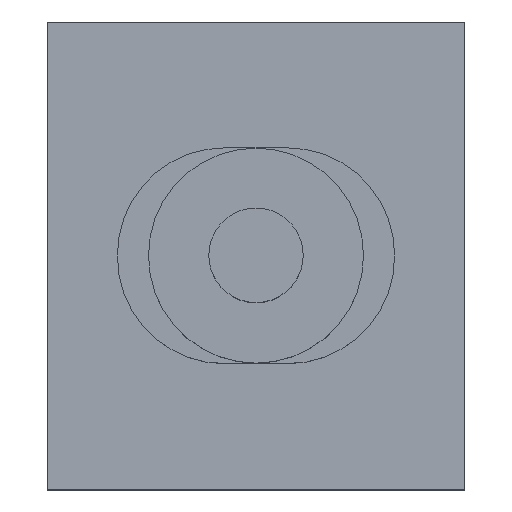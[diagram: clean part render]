
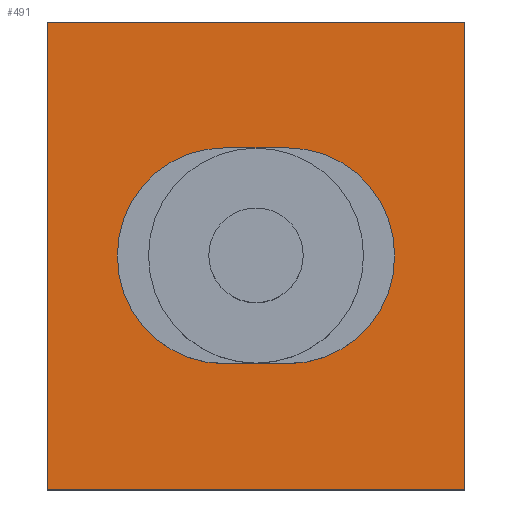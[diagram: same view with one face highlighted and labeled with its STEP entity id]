
A CAD part, top view. The second image highlights one B-rep face of the part: STEP entity #491.
In plain terms, the highlighted planar face has unit normal (0, 0, 1).
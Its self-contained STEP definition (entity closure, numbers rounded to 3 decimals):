
#16=FACE_BOUND('',#93,.T.);
#36=PLANE('',#570);
#63=FACE_OUTER_BOUND('',#92,.T.);
#92=EDGE_LOOP('',(#421,#422,#423,#424));
#93=EDGE_LOOP('',(#425,#426,#427,#428,#429,#430,#431,#432));
#109=LINE('',#807,#143);
#115=LINE('',#827,#149);
#118=LINE('',#835,#152);
#120=LINE('',#841,#154);
#123=LINE('',#849,#157);
#126=LINE('',#855,#160);
#129=LINE('',#861,#163);
#132=LINE('',#865,#166);
#143=VECTOR('',#664,10.);
#149=VECTOR('',#684,10.);
#152=VECTOR('',#693,10.);
#154=VECTOR('',#701,10.);
#157=VECTOR('',#706,10.);
#160=VECTOR('',#711,10.);
#163=VECTOR('',#716,10.);
#166=VECTOR('',#721,10.);
#192=CIRCLE('',#551,6.8);
#196=CIRCLE('',#558,6.8);
#197=CIRCLE('',#561,6.8);
#198=CIRCLE('',#564,6.8);
#225=VERTEX_POINT('',#797);
#226=VERTEX_POINT('',#799);
#228=VERTEX_POINT('',#805);
#234=VERTEX_POINT('',#821);
#235=VERTEX_POINT('',#825);
#236=VERTEX_POINT('',#829);
#237=VERTEX_POINT('',#831);
#238=VERTEX_POINT('',#837);
#241=VERTEX_POINT('',#846);
#242=VERTEX_POINT('',#848);
#244=VERTEX_POINT('',#854);
#246=VERTEX_POINT('',#860);
#279=EDGE_CURVE('',#225,#226,#192,.F.);
#283=EDGE_CURVE('',#225,#228,#109,.T.);
#291=EDGE_CURVE('',#234,#228,#196,.F.);
#293=EDGE_CURVE('',#234,#235,#115,.T.);
#295=EDGE_CURVE('',#236,#237,#197,.F.);
#297=EDGE_CURVE('',#236,#226,#118,.T.);
#299=EDGE_CURVE('',#238,#235,#198,.F.);
#300=EDGE_CURVE('',#238,#237,#120,.T.);
#303=EDGE_CURVE('',#242,#241,#123,.T.);
#306=EDGE_CURVE('',#244,#242,#126,.T.);
#309=EDGE_CURVE('',#246,#244,#129,.T.);
#312=EDGE_CURVE('',#241,#246,#132,.T.);
#421=ORIENTED_EDGE('',*,*,#312,.T.);
#422=ORIENTED_EDGE('',*,*,#309,.T.);
#423=ORIENTED_EDGE('',*,*,#306,.T.);
#424=ORIENTED_EDGE('',*,*,#303,.T.);
#425=ORIENTED_EDGE('',*,*,#293,.T.);
#426=ORIENTED_EDGE('',*,*,#299,.F.);
#427=ORIENTED_EDGE('',*,*,#300,.T.);
#428=ORIENTED_EDGE('',*,*,#295,.F.);
#429=ORIENTED_EDGE('',*,*,#297,.T.);
#430=ORIENTED_EDGE('',*,*,#279,.F.);
#431=ORIENTED_EDGE('',*,*,#283,.T.);
#432=ORIENTED_EDGE('',*,*,#291,.F.);
#491=ADVANCED_FACE('',(#63,#16),#36,.T.);
#551=AXIS2_PLACEMENT_3D('',#800,#657,#658);
#558=AXIS2_PLACEMENT_3D('',#823,#679,#680);
#561=AXIS2_PLACEMENT_3D('',#832,#688,#689);
#564=AXIS2_PLACEMENT_3D('',#839,#697,#698);
#570=AXIS2_PLACEMENT_3D('',#866,#722,#723);
#657=DIRECTION('center_axis',(0.,0.,-1.));
#658=DIRECTION('ref_axis',(-0.707,-0.707,0.));
#664=DIRECTION('',(0.,1.,0.));
#679=DIRECTION('center_axis',(0.,0.,-1.));
#680=DIRECTION('ref_axis',(-0.707,0.707,0.));
#684=DIRECTION('',(1.,0.,0.));
#688=DIRECTION('center_axis',(0.,0.,-1.));
#689=DIRECTION('ref_axis',(0.707,-0.707,0.));
#693=DIRECTION('',(-1.,0.,0.));
#697=DIRECTION('center_axis',(0.,0.,-1.));
#698=DIRECTION('ref_axis',(0.707,0.707,0.));
#701=DIRECTION('',(0.,-1.,0.));
#706=DIRECTION('',(0.,1.,0.));
#711=DIRECTION('',(1.,0.,0.));
#716=DIRECTION('',(0.,-1.,0.));
#721=DIRECTION('',(-1.,0.,0.));
#722=DIRECTION('center_axis',(0.,0.,1.));
#723=DIRECTION('ref_axis',(1.,0.,0.));
#797=CARTESIAN_POINT('',(-8.8,-0.05,8.5));
#799=CARTESIAN_POINT('',(-2.,-6.85,8.5));
#800=CARTESIAN_POINT('Origin',(-2.,-0.05,8.5));
#805=CARTESIAN_POINT('',(-8.8,0.05,8.5));
#807=CARTESIAN_POINT('',(-8.8,3.425,8.5));
#821=CARTESIAN_POINT('',(-2.,6.85,8.5));
#823=CARTESIAN_POINT('Origin',(-2.,0.05,8.5));
#825=CARTESIAN_POINT('',(2.,6.85,8.5));
#827=CARTESIAN_POINT('',(4.4,6.85,8.5));
#829=CARTESIAN_POINT('',(2.,-6.85,8.5));
#831=CARTESIAN_POINT('',(8.8,-0.05,8.5));
#832=CARTESIAN_POINT('Origin',(2.,-0.05,8.5));
#835=CARTESIAN_POINT('',(-4.4,-6.85,8.5));
#837=CARTESIAN_POINT('',(8.8,0.05,8.5));
#839=CARTESIAN_POINT('Origin',(2.,0.05,8.5));
#841=CARTESIAN_POINT('',(8.8,-3.425,8.5));
#846=CARTESIAN_POINT('',(13.25,14.85,8.5));
#848=CARTESIAN_POINT('',(13.25,-14.85,8.5));
#849=CARTESIAN_POINT('',(13.25,-14.85,8.5));
#854=CARTESIAN_POINT('',(-13.25,-14.85,8.5));
#855=CARTESIAN_POINT('',(-13.25,-14.85,8.5));
#860=CARTESIAN_POINT('',(-13.25,14.85,8.5));
#861=CARTESIAN_POINT('',(-13.25,14.85,8.5));
#865=CARTESIAN_POINT('',(13.25,14.85,8.5));
#866=CARTESIAN_POINT('Origin',(0.,0.,8.5));
